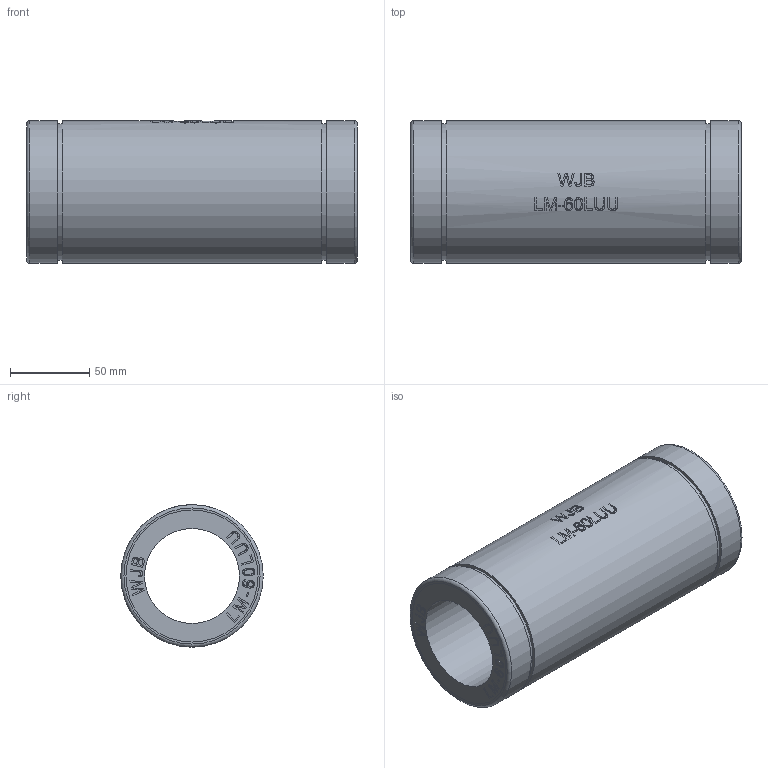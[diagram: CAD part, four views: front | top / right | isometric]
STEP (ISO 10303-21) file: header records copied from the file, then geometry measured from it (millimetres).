
FILE_DESCRIPTION(/* description */ (''),/* implementation_level */ '2;1');
FILE_NAME(/* name */ 'WJB-LM60LUU.stp',/* time_stamp */ '2018-09-04T23:18:18+08:00',/* author */ (''),/* organization */ (''),/* preprocessor_version */ 'ST-DEVELOPER v11',/* originating_system */ 'SIEMENS UGS NX 6.0',/* authorisation */ '');
FILE_SCHEMA (('CONFIG_CONTROL_DESIGN'));
Length unit declared in the file: millimetre
Products named in the file (1): WJB-LM60LUU
Bounding box: 209 x 90 x 90 mm (x, y, z)
Volume: 734480.8 mm3; surface area: 107075.4 mm2
Topology: 1 solids, 1 shells, 300 faces, 749 edges, 502 vertices
Faces by surface type: plane 179, extrusion 96, cylinder 23, torus 2
Full cylindrical faces by diameter (mm): 60 x1, 83.4 x2, 86.5 x2, 90 x3
Entity records: 11571 total; most frequent: CARTESIAN_POINT 4862, ORIENTED_EDGE 1466, DIRECTION 1021, EDGE_CURVE 733, VERTEX_POINT 496, VECTOR 475, B_SPLINE_CURVE_WITH_KNOTS 382, LINE 379
